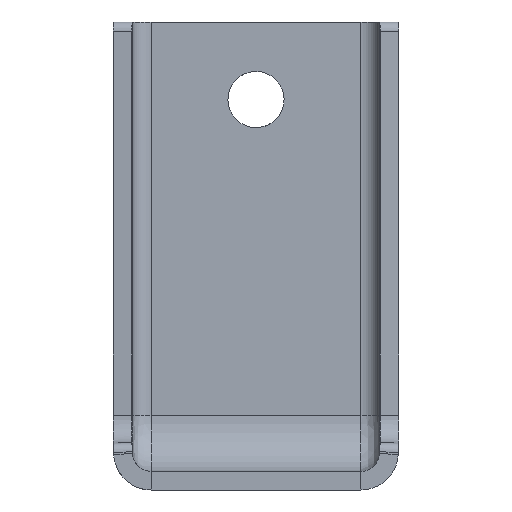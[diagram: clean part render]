
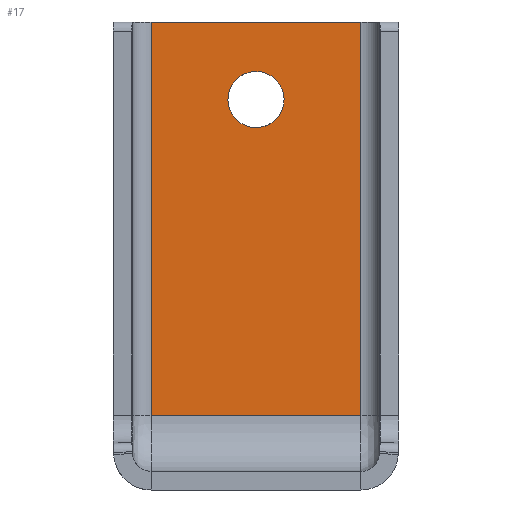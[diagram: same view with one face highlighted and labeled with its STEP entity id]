
A CAD part, left-side view. The second image highlights one B-rep face of the part: STEP entity #17.
In plain terms, the highlighted free-form (B-spline) face has degree [1, 1] with [2, 2] control points.
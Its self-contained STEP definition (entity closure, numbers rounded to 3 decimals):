
#17 = ADVANCED_FACE('',(#18,#48),#78,.F.);
#18 = FACE_BOUND('',#19,.T.);
#19 = EDGE_LOOP('',(#20,#29,#36,#43));
#20 = ORIENTED_EDGE('',*,*,#21,.T.);
#21 = EDGE_CURVE('',#22,#24,#26,.T.);
#22 = VERTEX_POINT('',#23);
#23 = CARTESIAN_POINT('',(-2.383,-13.352,
    59.584));
#24 = VERTEX_POINT('',#25);
#25 = CARTESIAN_POINT('',(-2.383,13.352,
    59.584));
#26 = B_SPLINE_CURVE_WITH_KNOTS('',1,(#27,#28),.UNSPECIFIED.,.F.,.F.,(2,
    2),(-11.204,11.204),.PIECEWISE_BEZIER_KNOTS.);
#27 = CARTESIAN_POINT('',(-2.383,-13.352,
    59.584));
#28 = CARTESIAN_POINT('',(-2.383,13.352,
    59.584));
#29 = ORIENTED_EDGE('',*,*,#30,.T.);
#30 = EDGE_CURVE('',#24,#31,#33,.T.);
#31 = VERTEX_POINT('',#32);
#32 = CARTESIAN_POINT('',(-2.383,13.352,9.533
    ));
#33 = B_SPLINE_CURVE_WITH_KNOTS('',1,(#34,#35),.UNSPECIFIED.,.F.,.F.,(2,
    2),(-21.,21.),.PIECEWISE_BEZIER_KNOTS.);
#34 = CARTESIAN_POINT('',(-2.383,13.352,
    59.584));
#35 = CARTESIAN_POINT('',(-2.383,13.352,9.533
    ));
#36 = ORIENTED_EDGE('',*,*,#37,.F.);
#37 = EDGE_CURVE('',#38,#31,#40,.T.);
#38 = VERTEX_POINT('',#39);
#39 = CARTESIAN_POINT('',(-2.383,-13.352,9.533
    ));
#40 = B_SPLINE_CURVE_WITH_KNOTS('',1,(#41,#42),.UNSPECIFIED.,.F.,.F.,(2,
    2),(-11.204,11.204),.PIECEWISE_BEZIER_KNOTS.);
#41 = CARTESIAN_POINT('',(-2.383,-13.352,9.533
    ));
#42 = CARTESIAN_POINT('',(-2.383,13.352,9.533
    ));
#43 = ORIENTED_EDGE('',*,*,#44,.F.);
#44 = EDGE_CURVE('',#22,#38,#45,.T.);
#45 = B_SPLINE_CURVE_WITH_KNOTS('',1,(#46,#47),.UNSPECIFIED.,.F.,.F.,(2,
    2),(-21.,21.),.PIECEWISE_BEZIER_KNOTS.);
#46 = CARTESIAN_POINT('',(-2.383,-13.352,
    59.584));
#47 = CARTESIAN_POINT('',(-2.383,-13.352,9.533
    ));
#48 = FACE_BOUND('',#49,.T.);
#49 = EDGE_LOOP('',(#50,#66));
#50 = ORIENTED_EDGE('',*,*,#51,.T.);
#51 = EDGE_CURVE('',#52,#54,#56,.T.);
#52 = VERTEX_POINT('',#53);
#53 = CARTESIAN_POINT('',(-2.383,-3.575,
    49.713));
#54 = VERTEX_POINT('',#55);
#55 = CARTESIAN_POINT('',(-2.383,3.575,49.713
    ));
#56 = B_SPLINE_CURVE_WITH_KNOTS('',5,(#57,#58,#59,#60,#61,#62,#63,#64,
    #65),.UNSPECIFIED.,.F.,.F.,(6,3,6),(14.137,18.85,
    23.562),.UNSPECIFIED.);
#57 = CARTESIAN_POINT('',(-2.383,-3.575,
    49.713));
#58 = CARTESIAN_POINT('',(-2.383,-3.575,
    48.59));
#59 = CARTESIAN_POINT('',(-2.383,-3.134,
    47.467));
#60 = CARTESIAN_POINT('',(-2.383,-2.246,
    46.579));
#61 = CARTESIAN_POINT('',(-2.383,0.,
    45.697));
#62 = CARTESIAN_POINT('',(-2.383,2.246,46.579
    ));
#63 = CARTESIAN_POINT('',(-2.383,3.134,47.467
    ));
#64 = CARTESIAN_POINT('',(-2.383,3.575,48.59
    ));
#65 = CARTESIAN_POINT('',(-2.383,3.575,49.713
    ));
#66 = ORIENTED_EDGE('',*,*,#67,.T.);
#67 = EDGE_CURVE('',#54,#52,#68,.T.);
#68 = B_SPLINE_CURVE_WITH_KNOTS('',5,(#69,#70,#71,#72,#73,#74,#75,#76,
    #77),.UNSPECIFIED.,.F.,.F.,(6,3,6),(4.712,9.425,
    14.137),.UNSPECIFIED.);
#69 = CARTESIAN_POINT('',(-2.383,3.575,49.713
    ));
#70 = CARTESIAN_POINT('',(-2.383,3.575,50.836
    ));
#71 = CARTESIAN_POINT('',(-2.383,3.134,51.96
    ));
#72 = CARTESIAN_POINT('',(-2.383,2.246,52.847
    ));
#73 = CARTESIAN_POINT('',(-2.383,0.,
    53.729));
#74 = CARTESIAN_POINT('',(-2.383,-2.246,
    52.847));
#75 = CARTESIAN_POINT('',(-2.383,-3.134,
    51.96));
#76 = CARTESIAN_POINT('',(-2.383,-3.575,
    50.836));
#77 = CARTESIAN_POINT('',(-2.383,-3.575,
    49.713));
#78 = B_SPLINE_SURFACE_WITH_KNOTS('',1,1,(
    (#79,#80)
    ,(#81,#82
    )),.UNSPECIFIED.,.F.,.F.,.F.,(2,2),(2,2),(0.,42.),(-11.204,
    11.204),.PIECEWISE_BEZIER_KNOTS.);
#79 = CARTESIAN_POINT('',(-2.383,-13.352,
    59.584));
#80 = CARTESIAN_POINT('',(-2.383,13.352,
    59.584));
#81 = CARTESIAN_POINT('',(-2.383,-13.352,9.533
    ));
#82 = CARTESIAN_POINT('',(-2.383,13.352,9.533
    ));
